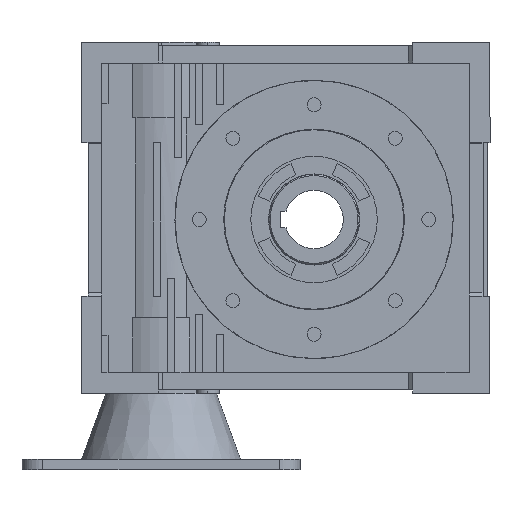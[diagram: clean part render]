
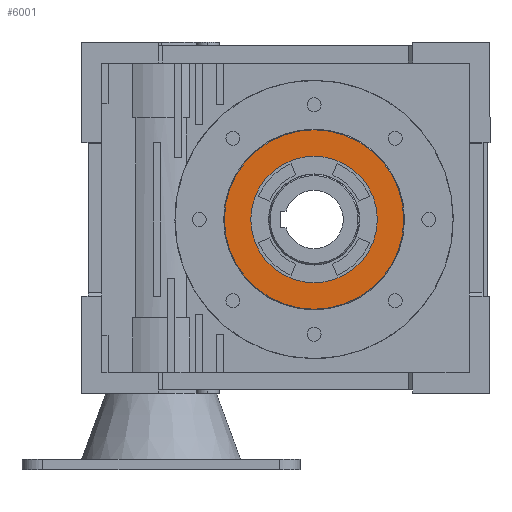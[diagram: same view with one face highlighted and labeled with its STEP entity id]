
A CAD part, left-side view. The second image highlights one B-rep face of the part: STEP entity #6001.
In plain terms, the highlighted planar face has unit normal (-1, 0, 0).
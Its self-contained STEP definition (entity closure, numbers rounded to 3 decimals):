
#154 = DIRECTION ( 'NONE',  ( 0., 0., 1. ) ) ;
#580 = DIRECTION ( 'NONE',  ( 0., 0., -1. ) ) ;
#664 = FACE_BOUND ( 'NONE', #18933, .T. ) ;
#1214 = CIRCLE ( 'NONE', #11070, 64.5 ) ;
#1240 = CIRCLE ( 'NONE', #9892, 45.5 ) ;
#1780 = FACE_OUTER_BOUND ( 'NONE', #2334, .T. ) ;
#1806 = VERTEX_POINT ( 'NONE', #5623 ) ;
#2334 = EDGE_LOOP ( 'NONE', ( #9413, #22437 ) ) ;
#2400 = ORIENTED_EDGE ( 'NONE', *, *, #6932, .T. ) ;
#4099 = CARTESIAN_POINT ( 'NONE',  ( -77.5, 0., 0. ) ) ;
#4102 = DIRECTION ( 'NONE',  ( 1., 0., 0. ) ) ;
#5135 = EDGE_CURVE ( 'NONE', #1806, #10485, #22926, .T. ) ;
#5479 = EDGE_CURVE ( 'NONE', #15340, #18754, #1214, .T. ) ;
#5623 = CARTESIAN_POINT ( 'NONE',  ( -77.5, 0., -45.5 ) ) ;
#6001 = ADVANCED_FACE ( 'NONE', ( #1780, #664 ), #9329, .T. ) ;
#6729 = CARTESIAN_POINT ( 'NONE',  ( -77.5, 0., -64.5 ) ) ;
#6932 = EDGE_CURVE ( 'NONE', #10485, #1806, #1240, .T. ) ;
#7636 = CARTESIAN_POINT ( 'NONE',  ( -77.5, 0., 0. ) ) ;
#9151 = EDGE_CURVE ( 'NONE', #18754, #15340, #19560, .T. ) ;
#9329 = PLANE ( 'NONE',  #14947 ) ;
#9413 = ORIENTED_EDGE ( 'NONE', *, *, #5479, .T. ) ;
#9892 = AXIS2_PLACEMENT_3D ( 'NONE', #10754, #19633, #10826 ) ;
#10233 = AXIS2_PLACEMENT_3D ( 'NONE', #16039, #19646, #154 ) ;
#10485 = VERTEX_POINT ( 'NONE', #11285 ) ;
#10754 = CARTESIAN_POINT ( 'NONE',  ( -77.5, 0., 0. ) ) ;
#10826 = DIRECTION ( 'NONE',  ( 0., 0., -1. ) ) ;
#11070 = AXIS2_PLACEMENT_3D ( 'NONE', #12574, #19668, #12646 ) ;
#11285 = CARTESIAN_POINT ( 'NONE',  ( -77.5, 0., 45.5 ) ) ;
#12400 = AXIS2_PLACEMENT_3D ( 'NONE', #7636, #4102, #21883 ) ;
#12574 = CARTESIAN_POINT ( 'NONE',  ( -77.5, 0., 0. ) ) ;
#12646 = DIRECTION ( 'NONE',  ( 0., 0., 1. ) ) ;
#14947 = AXIS2_PLACEMENT_3D ( 'NONE', #4099, #16699, #580 ) ;
#15340 = VERTEX_POINT ( 'NONE', #6729 ) ;
#16039 = CARTESIAN_POINT ( 'NONE',  ( -77.5, 0., 0. ) ) ;
#16699 = DIRECTION ( 'NONE',  ( -1., 0., 0. ) ) ;
#17781 = ORIENTED_EDGE ( 'NONE', *, *, #5135, .T. ) ;
#18754 = VERTEX_POINT ( 'NONE', #21082 ) ;
#18933 = EDGE_LOOP ( 'NONE', ( #2400, #17781 ) ) ;
#19560 = CIRCLE ( 'NONE', #10233, 64.5 ) ;
#19633 = DIRECTION ( 'NONE',  ( 1., 0., 0. ) ) ;
#19646 = DIRECTION ( 'NONE',  ( -1., 0., 0. ) ) ;
#19668 = DIRECTION ( 'NONE',  ( -1., 0., 0. ) ) ;
#21082 = CARTESIAN_POINT ( 'NONE',  ( -77.5, 0., 64.5 ) ) ;
#21883 = DIRECTION ( 'NONE',  ( 0., 0., -1. ) ) ;
#22437 = ORIENTED_EDGE ( 'NONE', *, *, #9151, .T. ) ;
#22926 = CIRCLE ( 'NONE', #12400, 45.5 ) ;
